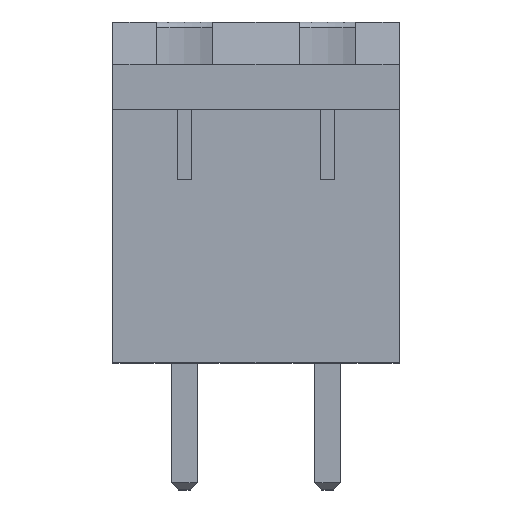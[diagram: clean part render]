
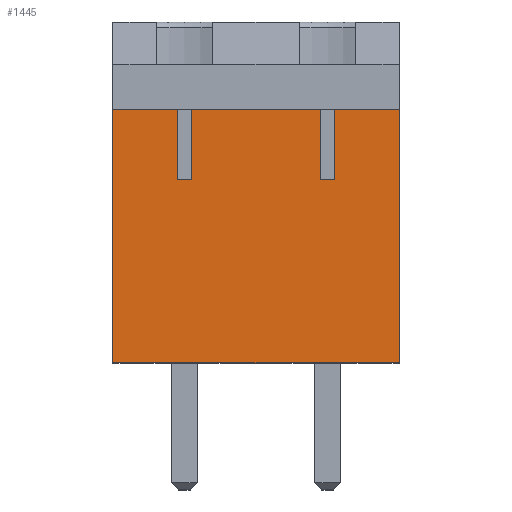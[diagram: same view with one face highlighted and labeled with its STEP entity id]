
A CAD part, top view. The second image highlights one B-rep face of the part: STEP entity #1445.
In plain terms, the highlighted planar face has unit normal (0, 0, 1).
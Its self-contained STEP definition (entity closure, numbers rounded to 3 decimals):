
#7 = LINE ( 'NONE', #551, #2875 ) ;
#15 = CARTESIAN_POINT ( 'NONE',  ( 0., 9., 4.05 ) ) ;
#76 = VECTOR ( 'NONE', #2014, 1000. ) ;
#87 = AXIS2_PLACEMENT_3D ( 'NONE', #2906, #2551, #3202 ) ;
#88 = ORIENTED_EDGE ( 'NONE', *, *, #312, .F. ) ;
#128 = CARTESIAN_POINT ( 'NONE',  ( -0.25, 6.5, 4.05 ) ) ;
#178 = CARTESIAN_POINT ( 'NONE',  ( 0.25, 6.5, 4.05 ) ) ;
#188 = EDGE_CURVE ( 'NONE', #2492, #1983, #1150, .T. ) ;
#203 = ORIENTED_EDGE ( 'NONE', *, *, #188, .T. ) ;
#216 = EDGE_CURVE ( 'NONE', #607, #3582, #1998, .T. ) ;
#281 = VECTOR ( 'NONE', #842, 1000. ) ;
#287 = VERTEX_POINT ( 'NONE', #178 ) ;
#312 = EDGE_CURVE ( 'NONE', #2945, #3189, #3647, .T. ) ;
#388 = VECTOR ( 'NONE', #1687, 1000. ) ;
#424 = VERTEX_POINT ( 'NONE', #128 ) ;
#432 = EDGE_CURVE ( 'NONE', #611, #1721, #1796, .T. ) ;
#518 = DIRECTION ( 'NONE',  ( 1., 0., 0. ) ) ;
#551 = CARTESIAN_POINT ( 'NONE',  ( -5.33, 0., 4.05 ) ) ;
#552 = VECTOR ( 'NONE', #518, 1000. ) ;
#599 = EDGE_CURVE ( 'NONE', #424, #3553, #1339, .T. ) ;
#607 = VERTEX_POINT ( 'NONE', #1965 ) ;
#611 = VERTEX_POINT ( 'NONE', #3112 ) ;
#677 = DIRECTION ( 'NONE',  ( 1., 0., 0. ) ) ;
#727 = CARTESIAN_POINT ( 'NONE',  ( -0.25, 0., 4.05 ) ) ;
#792 = LINE ( 'NONE', #2556, #388 ) ;
#842 = DIRECTION ( 'NONE',  ( 0., -1., 0. ) ) ;
#966 = CARTESIAN_POINT ( 'NONE',  ( -2.54, 6.5, 4.05 ) ) ;
#1080 = CARTESIAN_POINT ( 'NONE',  ( -5.33, 6.5, 4.05 ) ) ;
#1087 = CARTESIAN_POINT ( 'NONE',  ( 0.25, 9., 4.05 ) ) ;
#1112 = EDGE_CURVE ( 'NONE', #3189, #1983, #792, .T. ) ;
#1150 = LINE ( 'NONE', #1980, #76 ) ;
#1152 = CARTESIAN_POINT ( 'NONE',  ( -0.25, 9., 4.05 ) ) ;
#1267 = CARTESIAN_POINT ( 'NONE',  ( 0., 9., 4.05 ) ) ;
#1283 = VECTOR ( 'NONE', #1513, 1000. ) ;
#1286 = ORIENTED_EDGE ( 'NONE', *, *, #2950, .T. ) ;
#1339 = LINE ( 'NONE', #727, #2193 ) ;
#1397 = CARTESIAN_POINT ( 'NONE',  ( -4.83, 9., 4.05 ) ) ;
#1445 = ADVANCED_FACE ( 'NONE', ( #3168 ), #2290, .T. ) ;
#1452 = LINE ( 'NONE', #3233, #3530 ) ;
#1455 = ORIENTED_EDGE ( 'NONE', *, *, #2893, .F. ) ;
#1484 = DIRECTION ( 'NONE',  ( 1., 0., 0. ) ) ;
#1513 = DIRECTION ( 'NONE',  ( 0., 1., 0. ) ) ;
#1524 = VECTOR ( 'NONE', #3429, 1000. ) ;
#1550 = CARTESIAN_POINT ( 'NONE',  ( -4.83, 0., 4.05 ) ) ;
#1588 = CARTESIAN_POINT ( 'NONE',  ( -7.62, 0., 4.05 ) ) ;
#1590 = CARTESIAN_POINT ( 'NONE',  ( -5.33, 9., 4.05 ) ) ;
#1625 = ORIENTED_EDGE ( 'NONE', *, *, #432, .F. ) ;
#1632 = ORIENTED_EDGE ( 'NONE', *, *, #1112, .F. ) ;
#1687 = DIRECTION ( 'NONE',  ( 0., -1., 0. ) ) ;
#1713 = ORIENTED_EDGE ( 'NONE', *, *, #216, .F. ) ;
#1721 = VERTEX_POINT ( 'NONE', #1397 ) ;
#1796 = LINE ( 'NONE', #1550, #1283 ) ;
#1885 = LINE ( 'NONE', #3027, #3721 ) ;
#1893 = EDGE_CURVE ( 'NONE', #1721, #3553, #2918, .T. ) ;
#1965 = CARTESIAN_POINT ( 'NONE',  ( -7.62, 9., 4.05 ) ) ;
#1980 = CARTESIAN_POINT ( 'NONE',  ( -2.54, 0., 4.05 ) ) ;
#1983 = VERTEX_POINT ( 'NONE', #3378 ) ;
#1998 = LINE ( 'NONE', #3124, #552 ) ;
#2014 = DIRECTION ( 'NONE',  ( 1., 0., 0. ) ) ;
#2094 = ORIENTED_EDGE ( 'NONE', *, *, #2378, .F. ) ;
#2126 = DIRECTION ( 'NONE',  ( 1., 0., 0. ) ) ;
#2173 = ORIENTED_EDGE ( 'NONE', *, *, #3326, .T. ) ;
#2187 = DIRECTION ( 'NONE',  ( 0., 1., 0. ) ) ;
#2189 = ORIENTED_EDGE ( 'NONE', *, *, #3162, .F. ) ;
#2193 = VECTOR ( 'NONE', #3028, 1000. ) ;
#2290 = PLANE ( 'NONE',  #87 ) ;
#2378 = EDGE_CURVE ( 'NONE', #3727, #611, #1452, .T. ) ;
#2492 = VERTEX_POINT ( 'NONE', #1588 ) ;
#2516 = VECTOR ( 'NONE', #2126, 1000. ) ;
#2551 = DIRECTION ( 'NONE',  ( 0., 0., 1. ) ) ;
#2556 = CARTESIAN_POINT ( 'NONE',  ( 2.54, 6.5, 4.05 ) ) ;
#2659 = ORIENTED_EDGE ( 'NONE', *, *, #599, .T. ) ;
#2816 = LINE ( 'NONE', #2850, #281 ) ;
#2850 = CARTESIAN_POINT ( 'NONE',  ( -7.62, 6.5, 4.05 ) ) ;
#2875 = VECTOR ( 'NONE', #3434, 1000. ) ;
#2893 = EDGE_CURVE ( 'NONE', #287, #2945, #1885, .T. ) ;
#2906 = CARTESIAN_POINT ( 'NONE',  ( -2.54, 6.5, 4.05 ) ) ;
#2918 = LINE ( 'NONE', #1267, #3226 ) ;
#2928 = EDGE_LOOP ( 'NONE', ( #203, #1632, #88, #1455, #2189, #2659, #3222, #1625, #2094, #2173, #1713, #1286 ) ) ;
#2945 = VERTEX_POINT ( 'NONE', #1087 ) ;
#2950 = EDGE_CURVE ( 'NONE', #607, #2492, #2816, .T. ) ;
#2953 = LINE ( 'NONE', #966, #2516 ) ;
#3027 = CARTESIAN_POINT ( 'NONE',  ( 0.25, 0., 4.05 ) ) ;
#3028 = DIRECTION ( 'NONE',  ( 0., 1., 0. ) ) ;
#3112 = CARTESIAN_POINT ( 'NONE',  ( -4.83, 6.5, 4.05 ) ) ;
#3124 = CARTESIAN_POINT ( 'NONE',  ( -5.08, 9., 4.05 ) ) ;
#3162 = EDGE_CURVE ( 'NONE', #424, #287, #2953, .T. ) ;
#3168 = FACE_OUTER_BOUND ( 'NONE', #2928, .T. ) ;
#3189 = VERTEX_POINT ( 'NONE', #3217 ) ;
#3202 = DIRECTION ( 'NONE',  ( 0., -1., 0. ) ) ;
#3217 = CARTESIAN_POINT ( 'NONE',  ( 2.54, 9., 4.05 ) ) ;
#3222 = ORIENTED_EDGE ( 'NONE', *, *, #1893, .F. ) ;
#3226 = VECTOR ( 'NONE', #677, 1000. ) ;
#3233 = CARTESIAN_POINT ( 'NONE',  ( -7.62, 6.5, 4.05 ) ) ;
#3326 = EDGE_CURVE ( 'NONE', #3727, #3582, #7, .T. ) ;
#3378 = CARTESIAN_POINT ( 'NONE',  ( 2.54, 0., 4.05 ) ) ;
#3429 = DIRECTION ( 'NONE',  ( 1., 0., 0. ) ) ;
#3434 = DIRECTION ( 'NONE',  ( 0., 1., 0. ) ) ;
#3530 = VECTOR ( 'NONE', #1484, 1000. ) ;
#3553 = VERTEX_POINT ( 'NONE', #1152 ) ;
#3582 = VERTEX_POINT ( 'NONE', #1590 ) ;
#3647 = LINE ( 'NONE', #15, #1524 ) ;
#3721 = VECTOR ( 'NONE', #2187, 1000. ) ;
#3727 = VERTEX_POINT ( 'NONE', #1080 ) ;
